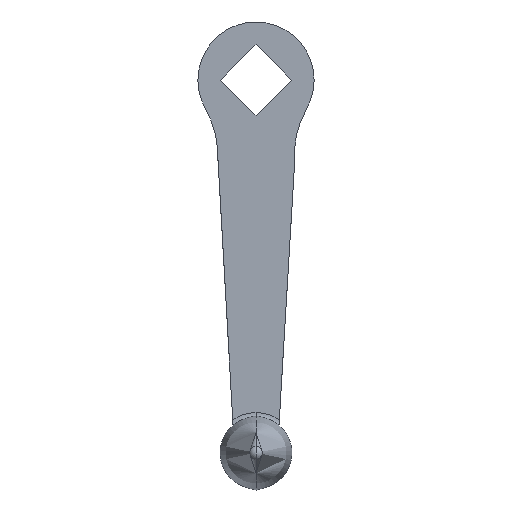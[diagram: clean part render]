
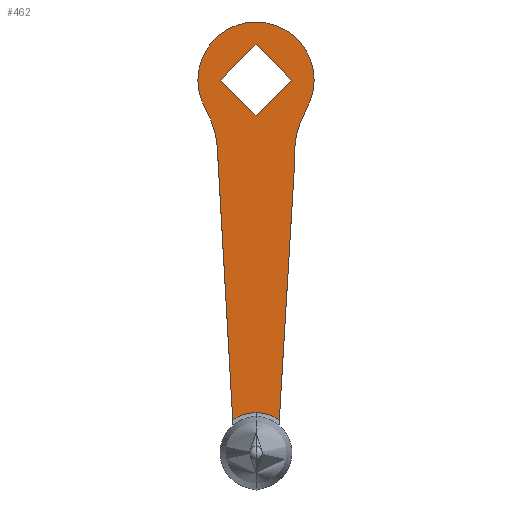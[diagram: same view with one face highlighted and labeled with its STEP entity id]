
A CAD part, front view. The second image highlights one B-rep face of the part: STEP entity #462.
In plain terms, the highlighted planar face has unit normal (0, -1, 0).
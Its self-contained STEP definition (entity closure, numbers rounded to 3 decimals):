
#198=VERTEX_POINT('',#536);
#222=EDGE_CURVE('',#296,#434,#566,.T.);
#228=VERTEX_POINT('',#572);
#246=EDGE_CURVE('',#336,#298,#593,.T.);
#268=EDGE_CURVE('',#296,#228,#617,.T.);
#296=VERTEX_POINT('',#647);
#298=VERTEX_POINT('',#649);
#312=EDGE_CURVE('',#298,#492,#665,.T.);
#324=EDGE_CURVE('',#368,#336,#679,.T.);
#336=VERTEX_POINT('',#693);
#360=EDGE_CURVE('',#198,#368,#719,.T.);
#368=VERTEX_POINT('',#727);
#420=EDGE_CURVE('',#228,#492,#785,.T.);
#434=VERTEX_POINT('',#800);
#448=EDGE_CURVE('',#486,#460,#816,.T.);
#452=EDGE_CURVE('',#460,#478,#820,.T.);
#460=VERTEX_POINT('',#829);
#462=ADVANCED_FACE('',(#831,#832),#833,.F.);
#468=EDGE_CURVE('',#478,#498,#839,.T.);
#478=VERTEX_POINT('',#850);
#482=EDGE_CURVE('',#498,#486,#854,.T.);
#486=VERTEX_POINT('',#858);
#492=VERTEX_POINT('',#865);
#498=VERTEX_POINT('',#871);
#500=EDGE_CURVE('',#434,#198,#873,.T.);
#536=CARTESIAN_POINT('',(-16.906,-34.0,-9.718));
#566=LINE('',#943,#944);
#572=CARTESIAN_POINT('',(0.,-34.0,-111.5));
#593=CIRCLE('',#979,30.);
#617=CIRCLE('',#1010,13.5);
#647=CARTESIAN_POINT('',(-7.795,-34.0,-113.978));
#649=CARTESIAN_POINT('',(13.0,-34.0,-26.918));
#665=LINE('',#1074,#1075);
#679=CIRCLE('',#1093,19.5);
#693=CARTESIAN_POINT('',(16.906,-34.0,-9.718));
#719=CIRCLE('',#1146,19.5);
#727=CARTESIAN_POINT('',(-16.906,-34.0,9.718));
#785=CIRCLE('',#1253,13.5);
#800=CARTESIAN_POINT('',(-13.0,-34.0,-22.418));
#816=LINE('',#1290,#1291);
#820=LINE('',#1296,#1297);
#829=CARTESIAN_POINT('',(12.021,-34.0,0.));
#831=FACE_OUTER_BOUND('',#1308,.T.);
#832=FACE_BOUND('',#1309,.T.);
#833=PLANE('',#1310);
#839=LINE('',#1317,#1318);
#850=CARTESIAN_POINT('',(0.,-34.0,12.021));
#854=LINE('',#1358,#1359);
#858=CARTESIAN_POINT('',(0.,-34.0,-12.021));
#865=CARTESIAN_POINT('',(7.809,-34.0,-113.988));
#871=CARTESIAN_POINT('',(-12.021,-34.0,0.));
#873=CIRCLE('',#1382,30.);
#943=CARTESIAN_POINT('',(-9.972,-34.0,-75.688));
#944=VECTOR('',#1458,1.0);
#979=AXIS2_PLACEMENT_3D('',#1486,#1487,#1488);
#1010=AXIS2_PLACEMENT_3D('',#1513,#1514,#1515);
#1074=CARTESIAN_POINT('',(12.841,-34.0,-29.587));
#1075=VECTOR('',#1578,1.0);
#1093=AXIS2_PLACEMENT_3D('',#1600,#1601,#1602);
#1146=AXIS2_PLACEMENT_3D('',#1656,#1657,#1658);
#1253=AXIS2_PLACEMENT_3D('',#1736,#1737,#1738);
#1290=CARTESIAN_POINT('',(1.141,-34.0,-10.88));
#1291=VECTOR('',#1775,1.0);
#1296=CARTESIAN_POINT('',(10.88,-34.0,1.141));
#1297=VECTOR('',#1776,1.0);
#1308=EDGE_LOOP('',(#1786,#1787,#1788,#1789,#1790,#1791,#1792,#1793));
#1309=EDGE_LOOP('',(#1794,#1795,#1796,#1797));
#1310=AXIS2_PLACEMENT_3D('',#1798,#1799,#1800);
#1317=CARTESIAN_POINT('',(-16.891,-34.0,-4.87));
#1318=VECTOR('',#1801,1.0);
#1358=CARTESIAN_POINT('',(4.87,-34.0,-16.891));
#1359=VECTOR('',#1813,1.0);
#1382=AXIS2_PLACEMENT_3D('',#1826,#1827,#1828);
#1458=DIRECTION('',(-0.057,0.0,0.998));
#1486=CARTESIAN_POINT('',(42.915,-34.0,-24.668));
#1487=DIRECTION('',(0.0,-1.0,-0.0));
#1488=DIRECTION('',(-0.997,0.0,-0.075));
#1513=CARTESIAN_POINT('',(0.,-34.0,-125.0));
#1514=DIRECTION('',(-0.0,1.0,0.0));
#1515=DIRECTION('',(0.,0.0,1.0));
#1578=DIRECTION('',(-0.06,0.0,-0.998));
#1600=CARTESIAN_POINT('',(0.0,-34.0,0.));
#1601=DIRECTION('',(0.0,1.0,0.0));
#1602=DIRECTION('',(0.867,0.0,-0.498));
#1656=CARTESIAN_POINT('',(0.0,-34.0,0.));
#1657=DIRECTION('',(0.0,1.0,0.0));
#1658=DIRECTION('',(0.867,0.0,-0.498));
#1736=CARTESIAN_POINT('',(0.,-34.0,-125.0));
#1737=DIRECTION('',(-0.0,1.0,0.0));
#1738=DIRECTION('',(0.,0.0,1.0));
#1775=DIRECTION('',(0.707,0.0,0.707));
#1776=DIRECTION('',(-0.707,0.0,0.707));
#1786=ORIENTED_EDGE('',*,*,#222,.F.);
#1787=ORIENTED_EDGE('',*,*,#268,.T.);
#1788=ORIENTED_EDGE('',*,*,#420,.T.);
#1789=ORIENTED_EDGE('',*,*,#312,.F.);
#1790=ORIENTED_EDGE('',*,*,#246,.F.);
#1791=ORIENTED_EDGE('',*,*,#324,.F.);
#1792=ORIENTED_EDGE('',*,*,#360,.F.);
#1793=ORIENTED_EDGE('',*,*,#500,.F.);
#1794=ORIENTED_EDGE('',*,*,#482,.F.);
#1795=ORIENTED_EDGE('',*,*,#468,.F.);
#1796=ORIENTED_EDGE('',*,*,#452,.F.);
#1797=ORIENTED_EDGE('',*,*,#448,.F.);
#1798=CARTESIAN_POINT('',(0.,-34.0,-31.5));
#1799=DIRECTION('',(-0.0,1.0,0.0));
#1800=DIRECTION('',(0.,0.0,1.0));
#1801=DIRECTION('',(-0.707,0.0,-0.707));
#1813=DIRECTION('',(0.707,0.0,-0.707));
#1826=CARTESIAN_POINT('',(-42.915,-34.0,-24.668));
#1827=DIRECTION('',(0.0,-1.0,0.0));
#1828=DIRECTION('',(0.867,0.0,0.498));
